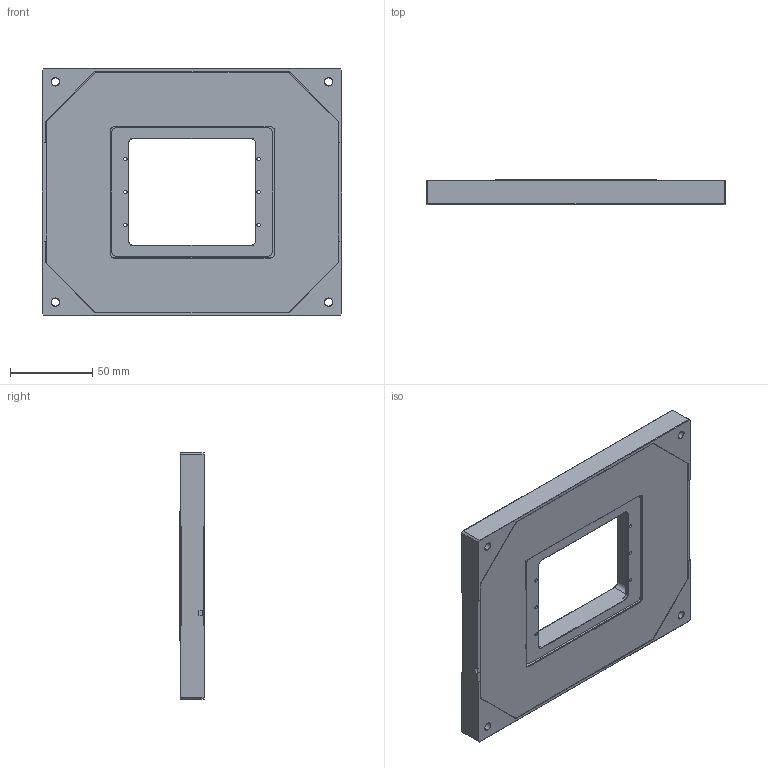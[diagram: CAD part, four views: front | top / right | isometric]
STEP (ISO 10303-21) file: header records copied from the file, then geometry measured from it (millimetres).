
FILE_DESCRIPTION (( 'STEP AP214' ), '1' );
FILE_NAME ('Scanner_S200_web.STEP', '2022-10-30T11:12:27', ( '' ), ( '' ), 'SwSTEP 2.0', 'SolidWorks 2020', '' );
FILE_SCHEMA (( 'AUTOMOTIVE_DESIGN' ));
Length unit declared in the file: millimetre
Products named in the file (1): Scanner_S200_web
Bounding box: 182 x 15 x 150 mm (x, y, z)
Volume: 301546.1 mm3; surface area: 131825.8 mm2
Topology: 3 solids, 3 shells, 282 faces, 717 edges, 440 vertices
Faces by surface type: plane 127, cylinder 103, cone 32, torus 18, bspline 2
Entity records: 11579 total; most frequent: CARTESIAN_POINT 1498, DIRECTION 1493, ORIENTED_EDGE 1398, EDGE_CURVE 699, AXIS2_PLACEMENT_3D 519, VECTOR 455, LINE 455, VERTEX_POINT 440
